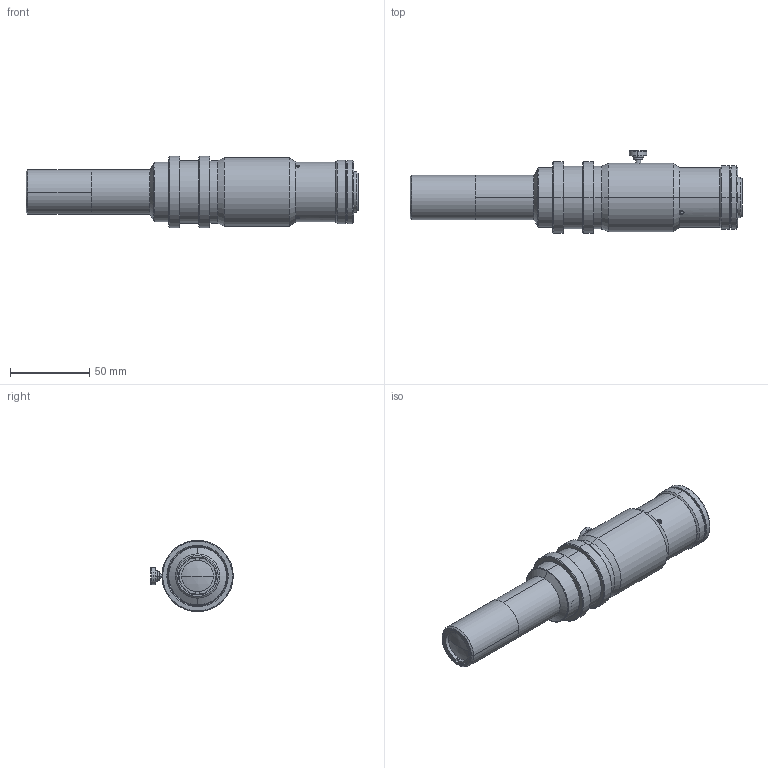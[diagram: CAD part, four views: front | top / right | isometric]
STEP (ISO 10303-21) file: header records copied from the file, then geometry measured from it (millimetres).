
FILE_DESCRIPTION (( 'STEP AP203' ), '1' );
FILE_NAME ('DP31023_TC4M004-C.step', '2021-10-06T10:20:15', ( '' ), ( '' ), 'SwSTEP 2.0', 'SolidWorks 2021', '' );
FILE_SCHEMA (( 'CONFIG_CONTROL_DESIGN' ));
Length unit declared in the file: millimetre
Products named in the file (1): DP31023_TC4M004-C
Bounding box: 209.29 x 52 x 45 mm (x, y, z)
Surface area: 37801.4 mm2 (no closed solid volume)
Topology: 0 solids, 23 shells, 144 faces, 382 edges, 261 vertices
Faces by surface type: cylinder 56, plane 48, cone 36, sphere 2, torus 2
Entity records: 4871 total; most frequent: CARTESIAN_POINT 1111, DIRECTION 856, ORIENTED_EDGE 626, EDGE_CURVE 382, AXIS2_PLACEMENT_3D 344, VERTEX_POINT 261, CIRCLE 199, EDGE_LOOP 175
